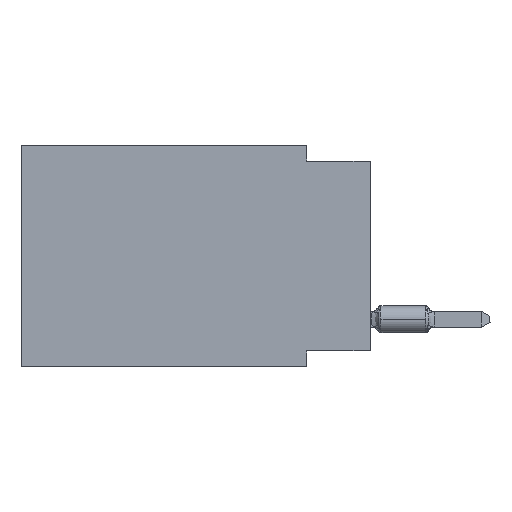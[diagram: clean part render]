
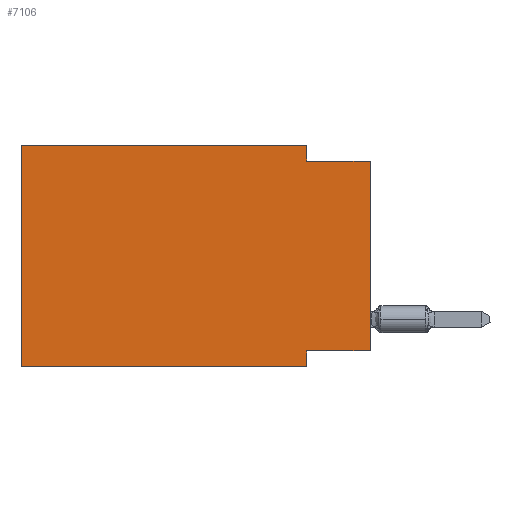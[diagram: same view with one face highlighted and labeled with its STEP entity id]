
A CAD part, left-side view. The second image highlights one B-rep face of the part: STEP entity #7106.
In plain terms, the highlighted planar face has unit normal (-1, 0, 0).
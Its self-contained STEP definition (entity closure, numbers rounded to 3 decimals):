
#28 = ORIENTED_EDGE ( 'NONE', *, *, #15302, .T. ) ;
#94 = CARTESIAN_POINT ( 'NONE',  ( 0., 2.54, -8.89 ) ) ;
#394 = DIRECTION ( 'NONE',  ( 0., 0., -1. ) ) ;
#726 = VECTOR ( 'NONE', #2668, 1000. ) ;
#983 = EDGE_CURVE ( 'NONE', #9486, #5449, #3188, .T. ) ;
#2278 = CARTESIAN_POINT ( 'NONE',  ( 0., 13.97, 0. ) ) ;
#2668 = DIRECTION ( 'NONE',  ( 0., -1., 0. ) ) ;
#2950 = VERTEX_POINT ( 'NONE', #2278 ) ;
#2990 = AXIS2_PLACEMENT_3D ( 'NONE', #11924, #4468, #7616 ) ;
#3019 = LINE ( 'NONE', #10273, #12263 ) ;
#3046 = ORIENTED_EDGE ( 'NONE', *, *, #7183, .F. ) ;
#3188 = LINE ( 'NONE', #94, #19005 ) ;
#3256 = LINE ( 'NONE', #18038, #9125 ) ;
#3432 = CARTESIAN_POINT ( 'NONE',  ( 0., 2.54, 0. ) ) ;
#3626 = ORIENTED_EDGE ( 'NONE', *, *, #15342, .F. ) ;
#4306 = EDGE_CURVE ( 'NONE', #11571, #5331, #8306, .T. ) ;
#4468 = DIRECTION ( 'NONE',  ( 1., 0., 0. ) ) ;
#4607 = VECTOR ( 'NONE', #12658, 1000. ) ;
#4820 = DIRECTION ( 'NONE',  ( 0., 0., -1. ) ) ;
#4887 = VECTOR ( 'NONE', #16778, 1000. ) ;
#5106 = VERTEX_POINT ( 'NONE', #9270 ) ;
#5275 = VECTOR ( 'NONE', #9770, 1000. ) ;
#5331 = VERTEX_POINT ( 'NONE', #8462 ) ;
#5449 = VERTEX_POINT ( 'NONE', #11344 ) ;
#5885 = VECTOR ( 'NONE', #4820, 1000. ) ;
#6670 = CARTESIAN_POINT ( 'NONE',  ( 0., 2.54, -8.255 ) ) ;
#7106 = ADVANCED_FACE ( 'NONE', ( #7143 ), #19533, .F. ) ;
#7143 = FACE_OUTER_BOUND ( 'NONE', #8965, .T. ) ;
#7183 = EDGE_CURVE ( 'NONE', #18220, #9486, #10702, .T. ) ;
#7229 = ORIENTED_EDGE ( 'NONE', *, *, #16218, .T. ) ;
#7616 = DIRECTION ( 'NONE',  ( 0., 0., -1. ) ) ;
#7622 = CARTESIAN_POINT ( 'NONE',  ( 0., 2.54, -0.635 ) ) ;
#7774 = LINE ( 'NONE', #3432, #5885 ) ;
#7965 = CARTESIAN_POINT ( 'NONE',  ( 0., 13.97, -8.89 ) ) ;
#8306 = LINE ( 'NONE', #16280, #726 ) ;
#8462 = CARTESIAN_POINT ( 'NONE',  ( 0., 0., -0.635 ) ) ;
#8965 = EDGE_LOOP ( 'NONE', ( #28, #19473, #3626, #17508, #14441, #7229, #9263, #3046 ) ) ;
#9052 = DIRECTION ( 'NONE',  ( 0., 0., 1. ) ) ;
#9125 = VECTOR ( 'NONE', #15358, 1000. ) ;
#9263 = ORIENTED_EDGE ( 'NONE', *, *, #983, .F. ) ;
#9270 = CARTESIAN_POINT ( 'NONE',  ( 0., 13.97, -8.89 ) ) ;
#9486 = VERTEX_POINT ( 'NONE', #6670 ) ;
#9770 = DIRECTION ( 'NONE',  ( 0., -1., 0. ) ) ;
#10057 = EDGE_CURVE ( 'NONE', #5106, #2950, #3019, .T. ) ;
#10273 = CARTESIAN_POINT ( 'NONE',  ( 0., 13.97, 0. ) ) ;
#10702 = LINE ( 'NONE', #14993, #4887 ) ;
#11264 = CARTESIAN_POINT ( 'NONE',  ( 0., 0., 0. ) ) ;
#11344 = CARTESIAN_POINT ( 'NONE',  ( 0., 2.54, -8.89 ) ) ;
#11571 = VERTEX_POINT ( 'NONE', #7622 ) ;
#11924 = CARTESIAN_POINT ( 'NONE',  ( 0., 13.97, 0. ) ) ;
#12263 = VECTOR ( 'NONE', #9052, 1000. ) ;
#12658 = DIRECTION ( 'NONE',  ( 0., 0., 1. ) ) ;
#14441 = ORIENTED_EDGE ( 'NONE', *, *, #10057, .F. ) ;
#14688 = CARTESIAN_POINT ( 'NONE',  ( 0., 0., -8.255 ) ) ;
#14993 = CARTESIAN_POINT ( 'NONE',  ( 0., 0., -8.255 ) ) ;
#15302 = EDGE_CURVE ( 'NONE', #18220, #5331, #15632, .T. ) ;
#15342 = EDGE_CURVE ( 'NONE', #18419, #11571, #7774, .T. ) ;
#15358 = DIRECTION ( 'NONE',  ( 0., -1., 0. ) ) ;
#15632 = LINE ( 'NONE', #11264, #4607 ) ;
#16218 = EDGE_CURVE ( 'NONE', #5106, #5449, #17332, .T. ) ;
#16280 = CARTESIAN_POINT ( 'NONE',  ( 0., 0., -0.635 ) ) ;
#16778 = DIRECTION ( 'NONE',  ( 0., 1., 0. ) ) ;
#17161 = CARTESIAN_POINT ( 'NONE',  ( 0., 2.54, 0. ) ) ;
#17332 = LINE ( 'NONE', #7965, #5275 ) ;
#17508 = ORIENTED_EDGE ( 'NONE', *, *, #18296, .F. ) ;
#18038 = CARTESIAN_POINT ( 'NONE',  ( 0., 13.97, 0. ) ) ;
#18220 = VERTEX_POINT ( 'NONE', #14688 ) ;
#18296 = EDGE_CURVE ( 'NONE', #2950, #18419, #3256, .T. ) ;
#18419 = VERTEX_POINT ( 'NONE', #17161 ) ;
#19005 = VECTOR ( 'NONE', #394, 1000. ) ;
#19473 = ORIENTED_EDGE ( 'NONE', *, *, #4306, .F. ) ;
#19533 = PLANE ( 'NONE',  #2990 ) ;
